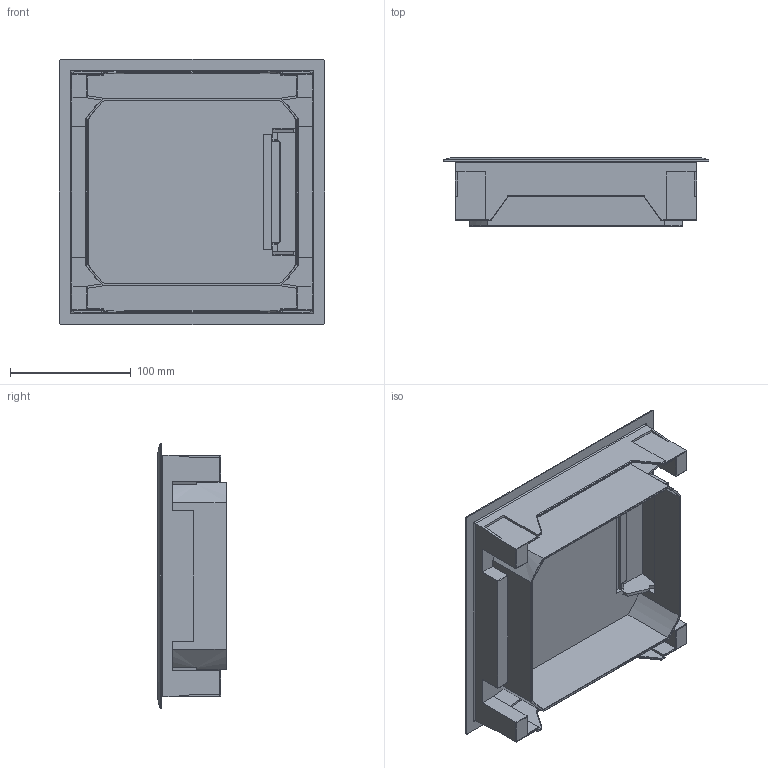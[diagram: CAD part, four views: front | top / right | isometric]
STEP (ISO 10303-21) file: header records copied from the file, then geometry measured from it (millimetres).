
FILE_DESCRIPTION (( 'STEP AP203' ), '1' );
FILE_NAME ('VQ0605.STEP', '2022-08-05T10:06:15', ( '' ), ( '' ), 'SwSTEP 2.0', 'SolidWorks 2019', '' );
FILE_SCHEMA (( 'CONFIG_CONTROL_DESIGN' ));
Length unit declared in the file: millimetre
Products named in the file (4): VQ0605; Schnurauslass-VQ06_Schnurauslass VQ06 Hager; Klappe VQ06 R5; Rahmen VQ06 R5
Assembly tree (3 placements, depth 2):
  VQ0605
    Rahmen VQ06 R5
    Klappe VQ06 R5
    Schnurauslass-VQ06_Schnurauslass VQ06 Hager
Bounding box: 220 x 57.3 x 220 mm (x, y, z)
Volume: 397341.8 mm3; surface area: 244749.6 mm2
Topology: 3 solids, 3 shells, 389 faces, 991 edges, 607 vertices
Faces by surface type: plane 203, cylinder 135, torus 18, bspline 18, sphere 15
Entity records: 12487 total; most frequent: CARTESIAN_POINT 3109, ORIENTED_EDGE 1954, DIRECTION 1759, EDGE_CURVE 977, VECTOR 689, LINE 689, VERTEX_POINT 607, AXIS2_PLACEMENT_3D 535
